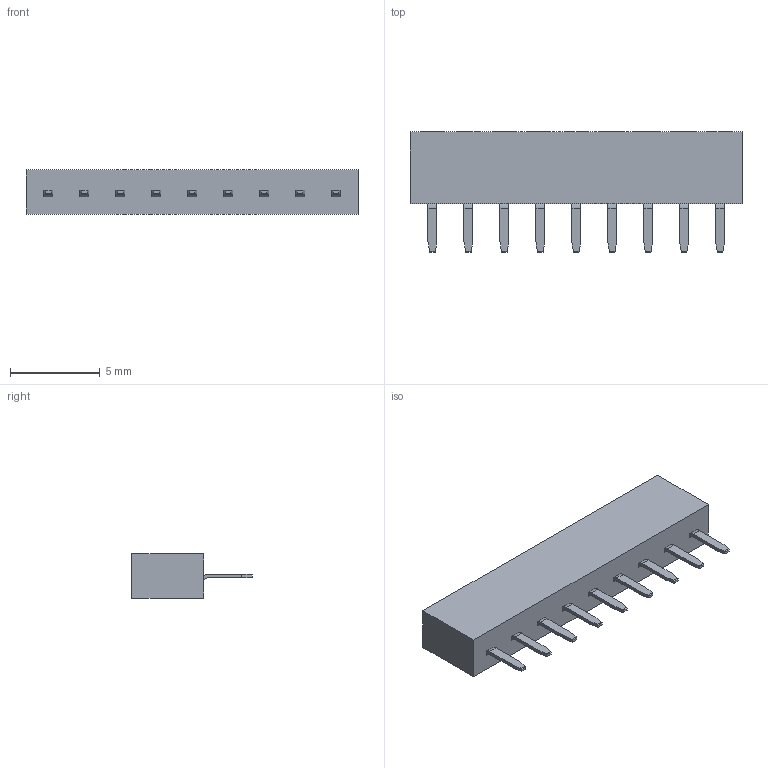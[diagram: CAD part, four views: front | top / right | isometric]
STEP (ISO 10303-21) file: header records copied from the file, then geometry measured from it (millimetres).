
FILE_DESCRIPTION( ('This file contains a STEP AP42 implementation' ,'as created by ZW3D STEP Interface translator.') ,'2;1' );
FILE_NAME( '2240-1XXSXXCUNX1.stp' ,'23 414.134619', (''), ('ZWCAD Software Co.'), 'Version 1.0', 'ZW3D to STEP translator', '' );
FILE_SCHEMA(('AUTOMOTIVE_DESIGN { 1 0 10303 214 1 1 1 1 }'));
Length unit declared in the file: millimetre
Products named in the file (2): 0; 2240-120SXXCUNX1
Bounding box: 18.47 x 6.7 x 2.5 mm (x, y, z)
Volume: 145.6 mm3; surface area: 631.9 mm2
Topology: 1 solids, 1 shells, 1028 faces, 2962 edges, 1922 vertices
Faces by surface type: plane 641, cylinder 252, bspline 135
Entity records: 45512 total; most frequent: CARTESIAN_POINT 23323, ORIENTED_EDGE 5924, EDGE_CURVE 2962, B_SPLINE_CURVE_WITH_KNOTS 2693, DIRECTION 2082, VERTEX_POINT 1922, EDGE_LOOP 1086, FACE_OUTER_BOUND 1028
